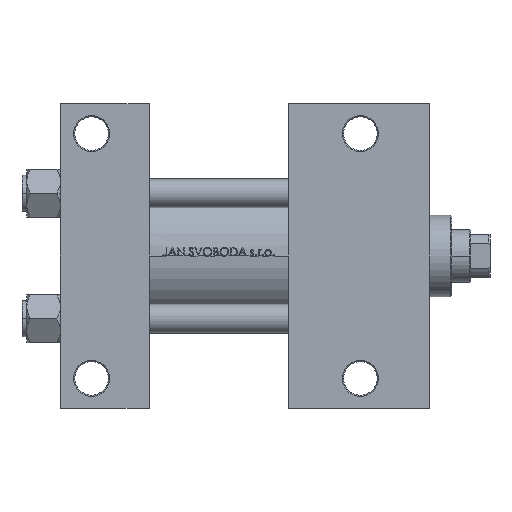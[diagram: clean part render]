
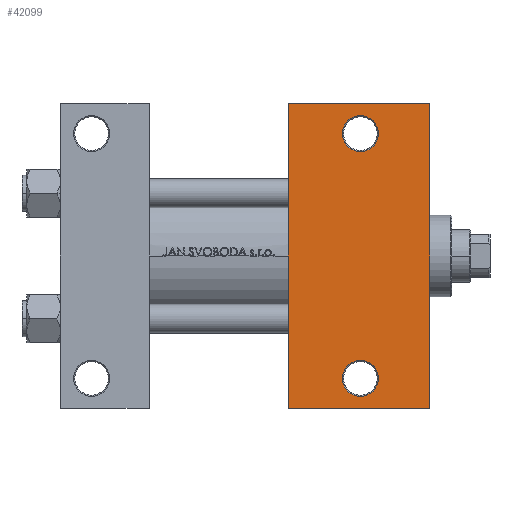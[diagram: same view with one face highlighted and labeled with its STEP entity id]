
A CAD part, front view. The second image highlights one B-rep face of the part: STEP entity #42099.
In plain terms, the highlighted face is planar.
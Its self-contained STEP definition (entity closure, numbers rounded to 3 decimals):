
#29 = CARTESIAN_POINT ( 'NONE',  ( 125., 51., -37.5 ) ) ;
#291 = CIRCLE ( 'NONE', #32614, 7.5 ) ;
#424 = EDGE_CURVE ( 'NONE', #42979, #39479, #30870, .T. ) ;
#490 = VECTOR ( 'NONE', #18627, 1000. ) ;
#739 = DIRECTION ( 'NONE',  ( 0., 0., 1. ) ) ;
#1295 = AXIS2_PLACEMENT_3D ( 'NONE', #41871, #8899, #4574 ) ;
#3589 = CARTESIAN_POINT ( 'NONE',  ( 117.5, -51., -37.5 ) ) ;
#3657 = CIRCLE ( 'NONE', #1295, 7.5 ) ;
#4313 = DIRECTION ( 'NONE',  ( 0., 0., 1. ) ) ;
#4574 = DIRECTION ( 'NONE',  ( -1., 0., 0. ) ) ;
#5133 = CARTESIAN_POINT ( 'NONE',  ( 95., 63.5, -37.5 ) ) ;
#5808 = ORIENTED_EDGE ( 'NONE', *, *, #24177, .T. ) ;
#8461 = DIRECTION ( 'NONE',  ( -1., 0., 0. ) ) ;
#8479 = EDGE_CURVE ( 'NONE', #15056, #36222, #291, .T. ) ;
#8511 = EDGE_LOOP ( 'NONE', ( #35184, #19401, #22036, #33963 ) ) ;
#8899 = DIRECTION ( 'NONE',  ( 0., 0., 1. ) ) ;
#8967 = CARTESIAN_POINT ( 'NONE',  ( 95., -63.5, -37.5 ) ) ;
#11601 = FACE_BOUND ( 'NONE', #42336, .T. ) ;
#12496 = CARTESIAN_POINT ( 'NONE',  ( 132.5, 51., -37.5 ) ) ;
#12825 = EDGE_CURVE ( 'NONE', #32936, #42513, #23199, .T. ) ;
#14864 = CARTESIAN_POINT ( 'NONE',  ( 95., 63.5, -37.5 ) ) ;
#15056 = VERTEX_POINT ( 'NONE', #12496 ) ;
#15668 = LINE ( 'NONE', #19784, #45169 ) ;
#15877 = EDGE_CURVE ( 'NONE', #36222, #15056, #47305, .T. ) ;
#16187 = VERTEX_POINT ( 'NONE', #3589 ) ;
#16765 = VERTEX_POINT ( 'NONE', #38834 ) ;
#16784 = ORIENTED_EDGE ( 'NONE', *, *, #25369, .T. ) ;
#18627 = DIRECTION ( 'NONE',  ( 0., -1., 0. ) ) ;
#18823 = DIRECTION ( 'NONE',  ( 0., -1., 0. ) ) ;
#19005 = DIRECTION ( 'NONE',  ( -1., 0., 0. ) ) ;
#19113 = CARTESIAN_POINT ( 'NONE',  ( 95., 37.5, -37.5 ) ) ;
#19270 = AXIS2_PLACEMENT_3D ( 'NONE', #24564, #21201, #32496 ) ;
#19272 = VECTOR ( 'NONE', #27508, 1000. ) ;
#19295 = PLANE ( 'NONE',  #33459 ) ;
#19401 = ORIENTED_EDGE ( 'NONE', *, *, #12825, .T. ) ;
#19784 = CARTESIAN_POINT ( 'NONE',  ( 154., 37.5, -37.5 ) ) ;
#21201 = DIRECTION ( 'NONE',  ( 0., 0., 1. ) ) ;
#21343 = EDGE_CURVE ( 'NONE', #42513, #42979, #15668, .T. ) ;
#22036 = ORIENTED_EDGE ( 'NONE', *, *, #21343, .T. ) ;
#22929 = CARTESIAN_POINT ( 'NONE',  ( 154., 37.5, -37.5 ) ) ;
#23199 = LINE ( 'NONE', #5133, #37239 ) ;
#24177 = EDGE_CURVE ( 'NONE', #16187, #16765, #3657, .T. ) ;
#24564 = CARTESIAN_POINT ( 'NONE',  ( 125., -51., -37.5 ) ) ;
#25119 = CARTESIAN_POINT ( 'NONE',  ( 154., -63.5, -37.5 ) ) ;
#25369 = EDGE_CURVE ( 'NONE', #16765, #16187, #39275, .T. ) ;
#25806 = ORIENTED_EDGE ( 'NONE', *, *, #15877, .T. ) ;
#26982 = FACE_OUTER_BOUND ( 'NONE', #8511, .T. ) ;
#27225 = FACE_BOUND ( 'NONE', #30558, .T. ) ;
#27508 = DIRECTION ( 'NONE',  ( -1., 0., 0. ) ) ;
#30558 = EDGE_LOOP ( 'NONE', ( #25806, #45974 ) ) ;
#30870 = LINE ( 'NONE', #8967, #19272 ) ;
#32496 = DIRECTION ( 'NONE',  ( -1., 0., 0. ) ) ;
#32614 = AXIS2_PLACEMENT_3D ( 'NONE', #37290, #4313, #19005 ) ;
#32936 = VERTEX_POINT ( 'NONE', #14864 ) ;
#33459 = AXIS2_PLACEMENT_3D ( 'NONE', #22929, #33753, #8461 ) ;
#33753 = DIRECTION ( 'NONE',  ( 0., 0., -1. ) ) ;
#33963 = ORIENTED_EDGE ( 'NONE', *, *, #424, .T. ) ;
#34504 = DIRECTION ( 'NONE',  ( 1., 0., 0. ) ) ;
#35184 = ORIENTED_EDGE ( 'NONE', *, *, #41196, .F. ) ;
#36222 = VERTEX_POINT ( 'NONE', #40751 ) ;
#36927 = LINE ( 'NONE', #19113, #490 ) ;
#37239 = VECTOR ( 'NONE', #34504, 1000. ) ;
#37290 = CARTESIAN_POINT ( 'NONE',  ( 125., 51., -37.5 ) ) ;
#37579 = DIRECTION ( 'NONE',  ( -1., 0., 0. ) ) ;
#38027 = CARTESIAN_POINT ( 'NONE',  ( 95., -63.5, -37.5 ) ) ;
#38834 = CARTESIAN_POINT ( 'NONE',  ( 132.5, -51., -37.5 ) ) ;
#39275 = CIRCLE ( 'NONE', #19270, 7.5 ) ;
#39479 = VERTEX_POINT ( 'NONE', #38027 ) ;
#40751 = CARTESIAN_POINT ( 'NONE',  ( 117.5, 51., -37.5 ) ) ;
#41196 = EDGE_CURVE ( 'NONE', #32936, #39479, #36927, .T. ) ;
#41871 = CARTESIAN_POINT ( 'NONE',  ( 125., -51., -37.5 ) ) ;
#42099 = ADVANCED_FACE ( 'NONE', ( #27225, #11601, #26982 ), #19295, .T. ) ;
#42336 = EDGE_LOOP ( 'NONE', ( #5808, #16784 ) ) ;
#42513 = VERTEX_POINT ( 'NONE', #45642 ) ;
#42706 = AXIS2_PLACEMENT_3D ( 'NONE', #29, #739, #37579 ) ;
#42979 = VERTEX_POINT ( 'NONE', #25119 ) ;
#45169 = VECTOR ( 'NONE', #18823, 1000. ) ;
#45642 = CARTESIAN_POINT ( 'NONE',  ( 154., 63.5, -37.5 ) ) ;
#45974 = ORIENTED_EDGE ( 'NONE', *, *, #8479, .T. ) ;
#47305 = CIRCLE ( 'NONE', #42706, 7.5 ) ;
